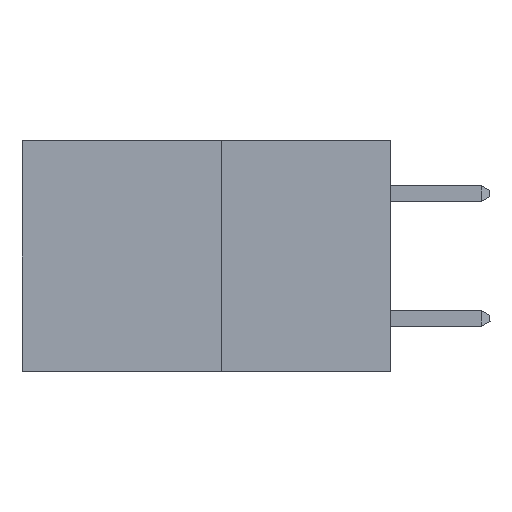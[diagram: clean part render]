
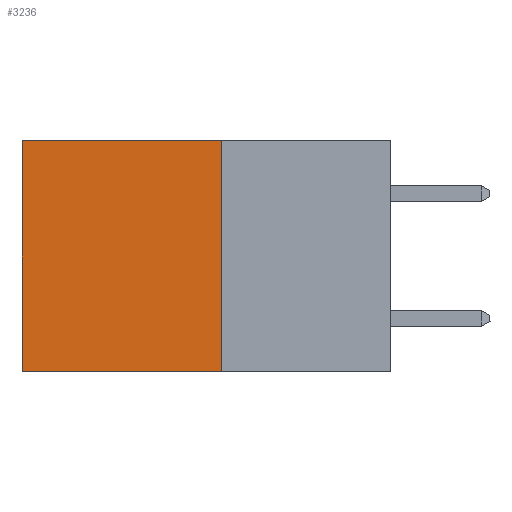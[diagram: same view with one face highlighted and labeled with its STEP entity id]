
A CAD part, left-side view. The second image highlights one B-rep face of the part: STEP entity #3236.
In plain terms, the highlighted planar face has unit normal (-1, 0, 0).
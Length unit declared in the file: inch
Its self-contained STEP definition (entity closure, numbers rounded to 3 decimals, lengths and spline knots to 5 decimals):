
#202 = LINE ( 'NONE', #6738, #15708 ) ;
#1067 = EDGE_CURVE ( 'NONE', #8422, #2559, #3874, .T. ) ;
#1955 = EDGE_CURVE ( 'NONE', #2559, #10213, #21202, .T. ) ;
#2559 = VERTEX_POINT ( 'NONE', #3406 ) ;
#2766 = ORIENTED_EDGE ( 'NONE', *, *, #6286, .F. ) ;
#3236 = ADVANCED_FACE ( 'NONE', ( #23642 ), #8129, .F. ) ;
#3406 = CARTESIAN_POINT ( 'NONE',  ( 0.277, 0.59, 0. ) ) ;
#3874 = LINE ( 'NONE', #8614, #19385 ) ;
#4120 = CARTESIAN_POINT ( 'NONE',  ( 0.277, 0.27, -0.37 ) ) ;
#5165 = ORIENTED_EDGE ( 'NONE', *, *, #5523, .F. ) ;
#5523 = EDGE_CURVE ( 'NONE', #8422, #5677, #13208, .T. ) ;
#5677 = VERTEX_POINT ( 'NONE', #7571 ) ;
#6286 = EDGE_CURVE ( 'NONE', #5677, #10213, #202, .T. ) ;
#6724 = AXIS2_PLACEMENT_3D ( 'NONE', #4120, #24237, #12208 ) ;
#6738 = CARTESIAN_POINT ( 'NONE',  ( 0.277, 0.27, -0.37 ) ) ;
#7571 = CARTESIAN_POINT ( 'NONE',  ( 0.277, 0.27, -0.37 ) ) ;
#7787 = VECTOR ( 'NONE', #10657, 39.37008 ) ;
#8129 = PLANE ( 'NONE',  #6724 ) ;
#8369 = ORIENTED_EDGE ( 'NONE', *, *, #1955, .T. ) ;
#8422 = VERTEX_POINT ( 'NONE', #25269 ) ;
#8614 = CARTESIAN_POINT ( 'NONE',  ( 0.277, 0.27, 0. ) ) ;
#10213 = VERTEX_POINT ( 'NONE', #15430 ) ;
#10657 = DIRECTION ( 'NONE',  ( 0., 0., -1. ) ) ;
#10747 = CARTESIAN_POINT ( 'NONE',  ( 0.277, 0.27, -0.37 ) ) ;
#12208 = DIRECTION ( 'NONE',  ( 0., 0., -1. ) ) ;
#13208 = LINE ( 'NONE', #10747, #7787 ) ;
#13352 = ORIENTED_EDGE ( 'NONE', *, *, #1067, .T. ) ;
#15430 = CARTESIAN_POINT ( 'NONE',  ( 0.277, 0.59, -0.37 ) ) ;
#15708 = VECTOR ( 'NONE', #16909, 39.37008 ) ;
#16780 = DIRECTION ( 'NONE',  ( 0., 0., -1. ) ) ;
#16909 = DIRECTION ( 'NONE',  ( 0., 1., 0. ) ) ;
#19385 = VECTOR ( 'NONE', #21442, 39.37008 ) ;
#20562 = VECTOR ( 'NONE', #16780, 39.37008 ) ;
#20774 = CARTESIAN_POINT ( 'NONE',  ( 0.277, 0.59, -0.37 ) ) ;
#21202 = LINE ( 'NONE', #20774, #20562 ) ;
#21442 = DIRECTION ( 'NONE',  ( 0., 1., 0. ) ) ;
#21506 = EDGE_LOOP ( 'NONE', ( #8369, #2766, #5165, #13352 ) ) ;
#23642 = FACE_OUTER_BOUND ( 'NONE', #21506, .T. ) ;
#24237 = DIRECTION ( 'NONE',  ( 1., 0., 0. ) ) ;
#25269 = CARTESIAN_POINT ( 'NONE',  ( 0.277, 0.27, 0. ) ) ;
